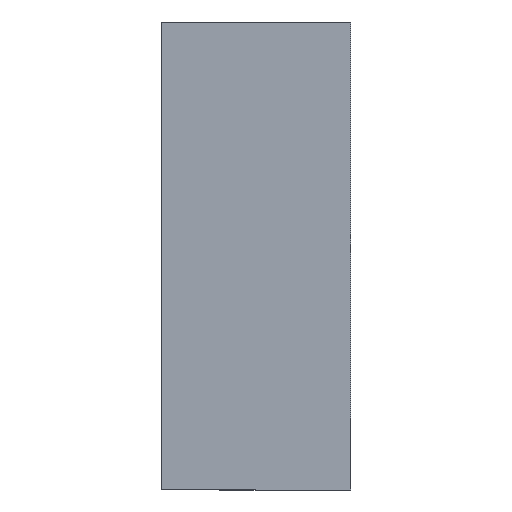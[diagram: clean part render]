
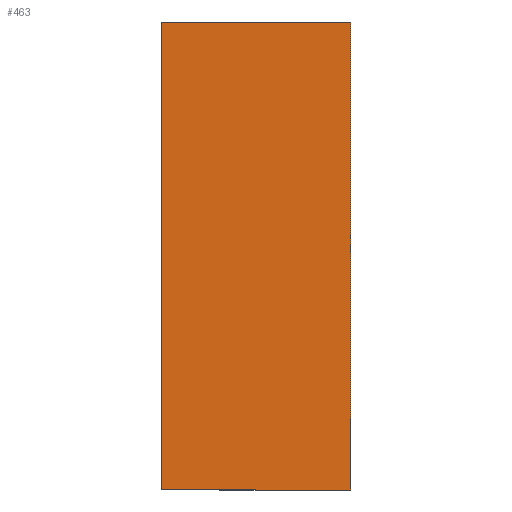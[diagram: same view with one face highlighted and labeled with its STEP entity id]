
A CAD part, left-side view. The second image highlights one B-rep face of the part: STEP entity #463.
In plain terms, the highlighted planar face has unit normal (-1, 0, 0).
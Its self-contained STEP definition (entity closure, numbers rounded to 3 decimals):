
#33=FACE_OUTER_BOUND('',#58,.T.);
#58=EDGE_LOOP('',(#313,#314,#315,#316));
#87=LINE('',#680,#145);
#88=LINE('',#682,#146);
#89=LINE('',#684,#147);
#90=LINE('',#685,#148);
#145=VECTOR('',#548,10.);
#146=VECTOR('',#549,10.);
#147=VECTOR('',#550,10.);
#148=VECTOR('',#551,10.);
#203=VERTEX_POINT('',#678);
#204=VERTEX_POINT('',#679);
#205=VERTEX_POINT('',#681);
#206=VERTEX_POINT('',#683);
#247=EDGE_CURVE('',#203,#204,#87,.T.);
#248=EDGE_CURVE('',#204,#205,#88,.T.);
#249=EDGE_CURVE('',#205,#206,#89,.T.);
#250=EDGE_CURVE('',#206,#203,#90,.T.);
#313=ORIENTED_EDGE('',*,*,#247,.T.);
#314=ORIENTED_EDGE('',*,*,#248,.T.);
#315=ORIENTED_EDGE('',*,*,#249,.T.);
#316=ORIENTED_EDGE('',*,*,#250,.T.);
#442=PLANE('',#503);
#463=ADVANCED_FACE('',(#33),#442,.T.);
#503=AXIS2_PLACEMENT_3D('',#677,#546,#547);
#546=DIRECTION('center_axis',(-1.,0.,0.));
#547=DIRECTION('ref_axis',(0.,0.,1.));
#548=DIRECTION('',(0.,0.,-1.));
#549=DIRECTION('',(0.,-1.,0.));
#550=DIRECTION('',(0.,0.,1.));
#551=DIRECTION('',(0.,1.,0.));
#677=CARTESIAN_POINT('Origin',(-13.75,21.,-1.9));
#678=CARTESIAN_POINT('',(-13.75,42.,6.6));
#679=CARTESIAN_POINT('',(-13.75,42.,-10.4));
#680=CARTESIAN_POINT('',(-13.75,42.,6.6));
#681=CARTESIAN_POINT('',(-13.75,0.,-10.4));
#682=CARTESIAN_POINT('',(-13.75,42.,-10.4));
#683=CARTESIAN_POINT('',(-13.75,0.,6.6));
#684=CARTESIAN_POINT('',(-13.75,0.,-10.4));
#685=CARTESIAN_POINT('',(-13.75,0.,6.6));
